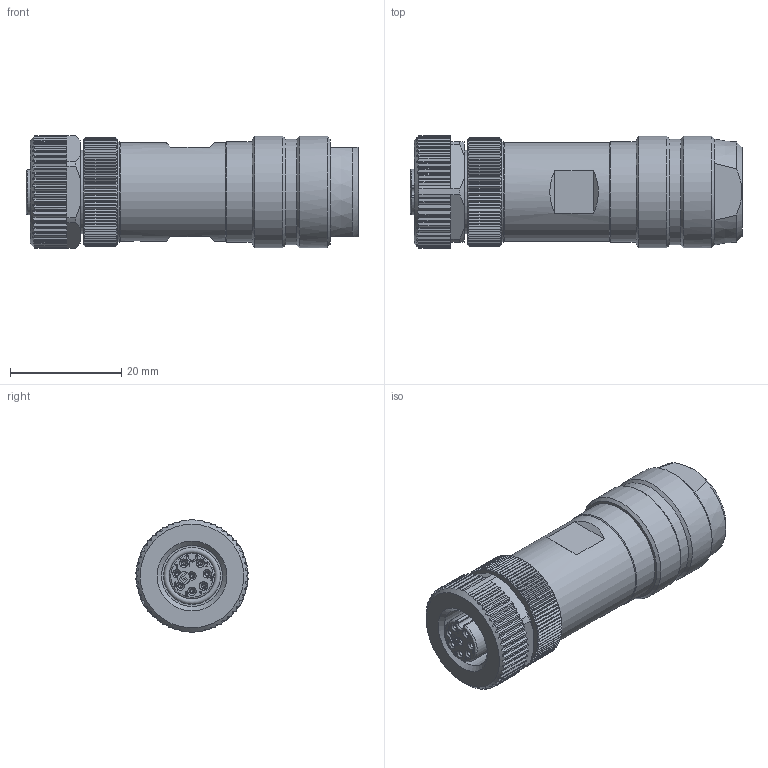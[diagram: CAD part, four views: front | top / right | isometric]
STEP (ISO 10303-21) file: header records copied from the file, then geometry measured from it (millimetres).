
FILE_DESCRIPTION(/* description */ (''),/* implementation_level */ '2;1');
FILE_NAME(/* name */ '99_1486_914_08_001_00.stp',/* time_stamp */ '2012-04-17T16:14:50+02:00',/* author */ (''),/* organization */ (''),/* preprocessor_version */ 'ST-DEVELOPER v11',/* originating_system */ 'SIEMENS UGS NX 6.0',/* authorisation */ '');
FILE_SCHEMA (('CONFIG_CONTROL_DESIGN'));
Length unit declared in the file: millimetre
Products named in the file (1): kbor9463m2w9
Bounding box: 59.59 x 20.16 x 20.2 mm (x, y, z)
Volume: 15699.2 mm3; surface area: 5272.5 mm2
Topology: 1 solids, 1 shells, 951 faces, 2370 edges, 1435 vertices
Faces by surface type: plane 421, cylinder 234, cone 225, extrusion 49, bspline 17, torus 3, sphere 2
Full cylindrical faces by diameter (mm): 0.85 x8, 0.9 x8, 8.2 x1, 10.917 x1, 15 x1, 17.7 x1, 18 x2, 19 x1, 20 x2
Entity records: 30248 total; most frequent: CARTESIAN_POINT 9320, ORIENTED_EDGE 4530, DIRECTION 3987, EDGE_CURVE 2265, AXIS2_PLACEMENT_3D 1567, VERTEX_POINT 1393, EDGE_LOOP 1015, ADVANCED_FACE 949
